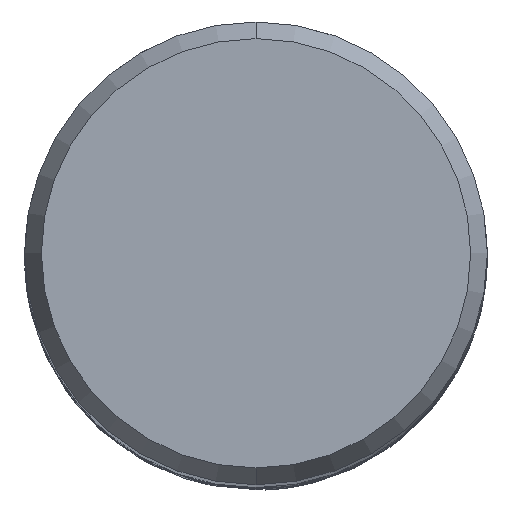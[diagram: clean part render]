
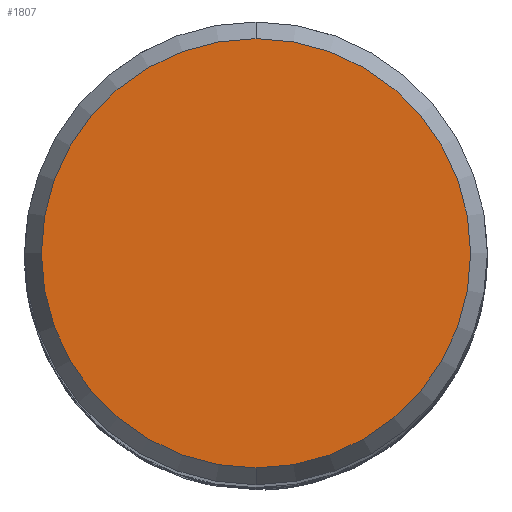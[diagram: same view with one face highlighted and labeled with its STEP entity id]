
A CAD part, top view. The second image highlights one B-rep face of the part: STEP entity #1807.
In plain terms, the highlighted planar face has unit normal (0, 0, 1).
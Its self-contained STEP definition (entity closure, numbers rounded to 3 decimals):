
#815=VERTEX_POINT('',#2063);
#1203=VERTEX_POINT('',#2485);
#1601=EDGE_CURVE('',#815,#1203,#2916,.T.);
#1773=EDGE_CURVE('',#1203,#815,#3109,.T.);
#1807=ADVANCED_FACE('',(#3145),#3146,.T.);
#2063=CARTESIAN_POINT('',(0.,-7.423,0.0));
#2485=CARTESIAN_POINT('',(0.0,7.423,0.0));
#2916=CIRCLE('',#19021,7.423);
#3109=CIRCLE('',#23563,7.423);
#3145=FACE_OUTER_BOUND('',#23690,.T.);
#3146=PLANE('',#23691);
#19021=AXIS2_PLACEMENT_3D('',#25670,#25671,#25672);
#23563=AXIS2_PLACEMENT_3D('',#25899,#25900,#25901);
#23690=EDGE_LOOP('',(#25926,#25927));
#23691=AXIS2_PLACEMENT_3D('',#25928,#25929,#25930);
#25670=CARTESIAN_POINT('',(0.0,0.0,0.0));
#25671=DIRECTION('',(0.0,0.0,-1.0));
#25672=DIRECTION('',(0.0,1.0,0.0));
#25899=CARTESIAN_POINT('',(0.0,0.0,0.0));
#25900=DIRECTION('',(0.0,0.0,-1.0));
#25901=DIRECTION('',(0.0,1.0,0.0));
#25926=ORIENTED_EDGE('',*,*,#1773,.F.);
#25927=ORIENTED_EDGE('',*,*,#1601,.F.);
#25928=CARTESIAN_POINT('',(0.0,3.711,0.0));
#25929=DIRECTION('',(-0.0,0.0,1.0));
#25930=DIRECTION('',(0.0,-1.0,0.0));
